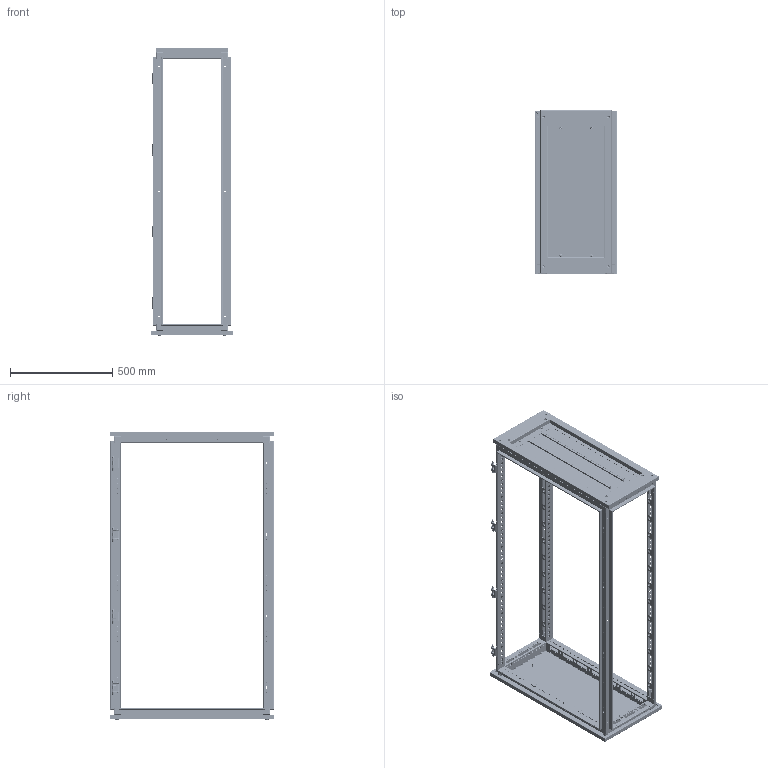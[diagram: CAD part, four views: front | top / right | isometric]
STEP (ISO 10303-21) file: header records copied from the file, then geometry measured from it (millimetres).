
FILE_DESCRIPTION (( 'STEP AP203' ), '1' );
FILE_NAME ('R5KTB84+R5KMDR14.step', '2011-02-16T14:49:45', ( 'User' ), ( 'DKC' ), 'SwSTEP 2.0', 'SolidWorks 2010', '' );
FILE_SCHEMA (( 'CONFIG_CONTROL_DESIGN' ));
Products named in the file (22): Acc00c561_Default; Sviluppo tetto da_800x400; Assem base_KTB84; Fondo per quadro da_800x95; Lamiera trasversale per fondo da_800; Traversa laterale per quadro prof_400; Button head screw with recessed hexahedron M12 x 20 _ISO 7380 - M12 x 20 --- 20S; Capscrew with recessed hexahedron M6 x 10_ISO 4762 M6 x 10 --- 10S; Flange nut M6_ISO 7044-M6-S; Traversa inferiore tenuta fondo_400; AC00C469S_Default; AC00C469D_Default; sealant for base_800x400; Lamiera laterale per fondo da_400; land; end-cap; Assem roof_KTB84; Traversa frontale per quadro largh._800; R5KTB84+R5KMDR14; Montante per quadro_1400; AC00C254_Default; cerniera DAE_Default
Assembly tree (64 placements, depth 3):
  R5KTB84+R5KMDR14
    Montante per quadro_1400  x4
    Assem base_KTB84
      Lamiera trasversale per fondo da_800  x2
      sealant for base_800x400
      AC00C469D_Default  x2
      Acc00c561_Default  x6
      Traversa frontale per quadro largh._800  x2
      Flange nut M6_ISO 7044-M6-S  x4
      Traversa laterale per quadro prof_400  x2
      Traversa inferiore tenuta fondo_400  x2
      Capscrew with recessed hexahedron M6 x 10_ISO 4762 M6 x 10 --- 10S  x4
      AC00C469S_Default  x2
      Fondo per quadro da_800x95  x3
      Lamiera laterale per fondo da_400  x2
    cerniera DAE_Default  x4
    Assem roof_KTB84
      Traversa laterale per quadro prof_400  x2
      land  x2
      AC00C469S_Default  x2
      Traversa frontale per quadro largh._800  x2
      Button head screw with recessed hexahedron M12 x 20 _ISO 7380 - M12 x 20 --- 20S  x4
      end-cap  x2
      AC00C469D_Default  x2
      Sviluppo tetto da_800x400
      sealant for base_800x400
    AC00C254_Default  x4
Bounding box: 399 x 800.5 x 1414.1 mm (x, y, z)
Volume: 4560548.8 mm3; surface area: 5447494.8 mm2
Topology: 64 solids, 64 shells, 11816 faces, 32040 edges, 20492 vertices
Faces by surface type: plane 6160, cylinder 3506, cone 1152, bspline 702, torus 200, sphere 96
Entity records: 120784 total; most frequent: CARTESIAN_POINT 33413, ORIENTED_EDGE 18130, DIRECTION 16493, EDGE_CURVE 9065, VERTEX_POINT 5806, VECTOR 5555, LINE 5555, AXIS2_PLACEMENT_3D 5469
